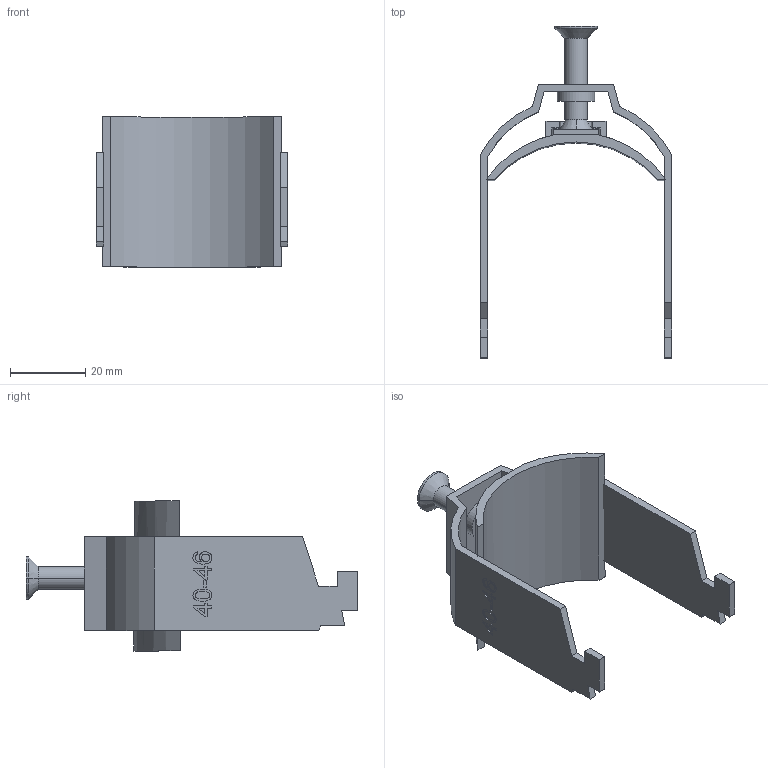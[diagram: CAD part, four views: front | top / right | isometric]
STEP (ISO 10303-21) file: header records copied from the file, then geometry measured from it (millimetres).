
FILE_DESCRIPTION (( 'STEP AP214' ), '1' );
FILE_NAME ('1187238.STEP', '2023-12-21T08:12:13', ( '' ), ( '' ), 'SwSTEP 2.0', 'SolidWorks 2022', '' );
FILE_SCHEMA (( 'AUTOMOTIVE_DESIGN' ));
Length unit declared in the file: millimetre
Products named in the file (5): countersunk flat head cross recess screw_din_ISO 7046-1 - M6 x 25 - Z --- 25C; 1187238; 157127_1Fach; EB104-00-04_Standard; EB104-08-02_Einspritzpunkt Links
Assembly tree (4 placements, depth 2):
  1187238
    157127_1Fach
    countersunk flat head cross recess screw_din_ISO 7046-1 - M6 x 25 - Z --- 25C
    EB104-00-04_Standard
    EB104-08-02_Einspritzpunkt Links
Bounding box: 51 x 88.5 x 40.07 mm (x, y, z)
Volume: 14462.1 mm3; surface area: 15634.5 mm2
Topology: 4 solids, 4 shells, 183 faces, 482 edges, 320 vertices
Faces by surface type: plane 136, bspline 25, cylinder 18, cone 4
Entity records: 7190 total; most frequent: CARTESIAN_POINT 2567, ORIENTED_EDGE 964, DIRECTION 804, EDGE_CURVE 482, LINE 386, VECTOR 386, VERTEX_POINT 320, AXIS2_PLACEMENT_3D 209
